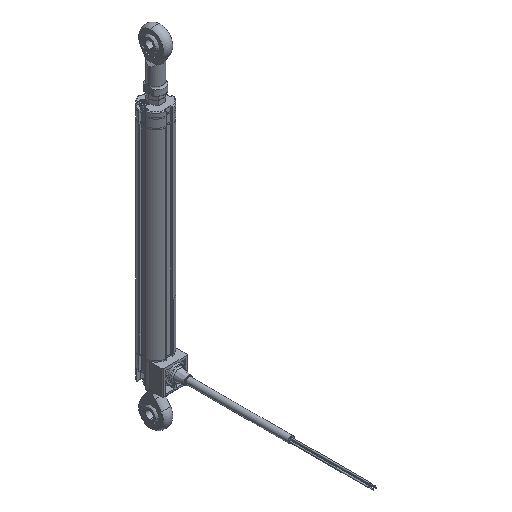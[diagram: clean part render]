
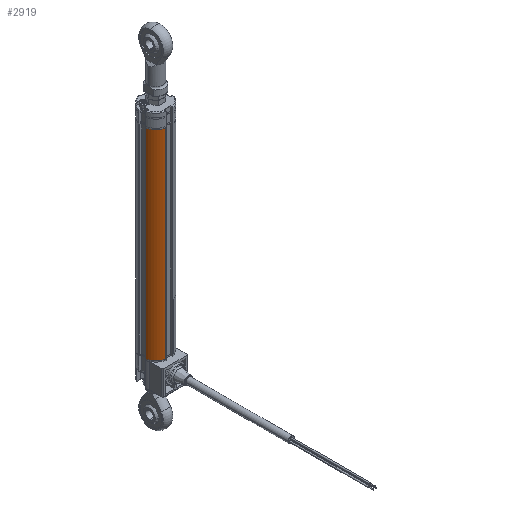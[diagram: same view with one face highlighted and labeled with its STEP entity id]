
A CAD part, isometric view. The second image highlights one B-rep face of the part: STEP entity #2919.
In plain terms, the highlighted cylindrical face has radius 9 mm (diameter 18 mm), a partial arc.
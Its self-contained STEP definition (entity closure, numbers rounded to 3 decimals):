
#254 = DIRECTION ( 'NONE',  ( 0., 0., 1. ) ) ;
#1102 = EDGE_CURVE ( 'NONE', #19332, #19123, #14428, .T. ) ;
#1838 = VECTOR ( 'NONE', #8960, 1000. ) ;
#2252 = DIRECTION ( 'NONE',  ( 0., 0., -1. ) ) ;
#2919 = ADVANCED_FACE ( 'NONE', ( #17933 ), #16169, .T. ) ;
#3750 = DIRECTION ( 'NONE',  ( 0., 0., -1. ) ) ;
#4920 = CARTESIAN_POINT ( 'NONE',  ( 0., 0., 0. ) ) ;
#6841 = DIRECTION ( 'NONE',  ( 1., 0., 0. ) ) ;
#7825 = VERTEX_POINT ( 'NONE', #9889 ) ;
#7872 = AXIS2_PLACEMENT_3D ( 'NONE', #4920, #18239, #6841 ) ;
#7876 = AXIS2_PLACEMENT_3D ( 'NONE', #11653, #254, #13589 ) ;
#8960 = DIRECTION ( 'NONE',  ( 0., 0., 1. ) ) ;
#9889 = CARTESIAN_POINT ( 'NONE',  ( -2.25, -8.714, 0. ) ) ;
#9895 = CARTESIAN_POINT ( 'NONE',  ( 0., 0., 127. ) ) ;
#11653 = CARTESIAN_POINT ( 'NONE',  ( 0., 0., 127. ) ) ;
#11895 = VERTEX_POINT ( 'NONE', #22025 ) ;
#11927 = LINE ( 'NONE', #24113, #1838 ) ;
#11950 = EDGE_CURVE ( 'NONE', #7825, #11895, #11927, .T. ) ;
#13257 = CARTESIAN_POINT ( 'NONE',  ( -8.714, -2.25, 0. ) ) ;
#13589 = DIRECTION ( 'NONE',  ( 1., 0., 0. ) ) ;
#14428 = LINE ( 'NONE', #18968, #19470 ) ;
#14531 = ORIENTED_EDGE ( 'NONE', *, *, #1102, .T. ) ;
#15570 = ORIENTED_EDGE ( 'NONE', *, *, #21255, .F. ) ;
#15945 = EDGE_CURVE ( 'NONE', #19123, #7825, #17169, .T. ) ;
#16169 = CYLINDRICAL_SURFACE ( 'NONE', #24291, 9. ) ;
#16486 = ORIENTED_EDGE ( 'NONE', *, *, #11950, .T. ) ;
#17169 = CIRCLE ( 'NONE', #7872, 9. ) ;
#17933 = FACE_OUTER_BOUND ( 'NONE', #22487, .T. ) ;
#18239 = DIRECTION ( 'NONE',  ( 0., 0., 1. ) ) ;
#18968 = CARTESIAN_POINT ( 'NONE',  ( -8.714, -2.25, 127. ) ) ;
#19123 = VERTEX_POINT ( 'NONE', #13257 ) ;
#19332 = VERTEX_POINT ( 'NONE', #21718 ) ;
#19470 = VECTOR ( 'NONE', #3750, 1000. ) ;
#21246 = ORIENTED_EDGE ( 'NONE', *, *, #15945, .T. ) ;
#21255 = EDGE_CURVE ( 'NONE', #19332, #11895, #24187, .T. ) ;
#21718 = CARTESIAN_POINT ( 'NONE',  ( -8.714, -2.25, 127. ) ) ;
#22025 = CARTESIAN_POINT ( 'NONE',  ( -2.25, -8.714, 127. ) ) ;
#22487 = EDGE_LOOP ( 'NONE', ( #21246, #16486, #15570, #14531 ) ) ;
#23213 = DIRECTION ( 'NONE',  ( -1., 0., 0. ) ) ;
#24113 = CARTESIAN_POINT ( 'NONE',  ( -2.25, -8.714, 127. ) ) ;
#24187 = CIRCLE ( 'NONE', #7876, 9. ) ;
#24291 = AXIS2_PLACEMENT_3D ( 'NONE', #9895, #2252, #23213 ) ;
